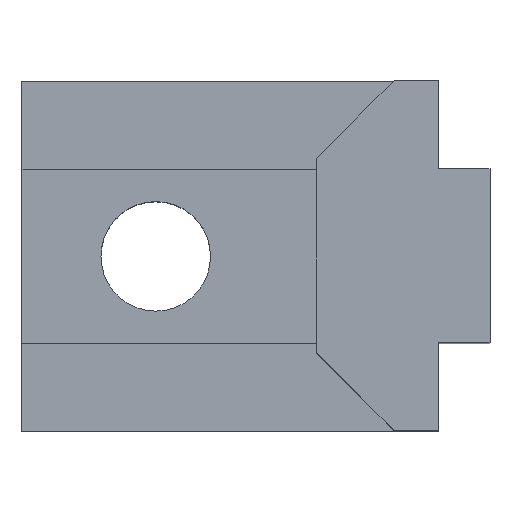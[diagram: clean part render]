
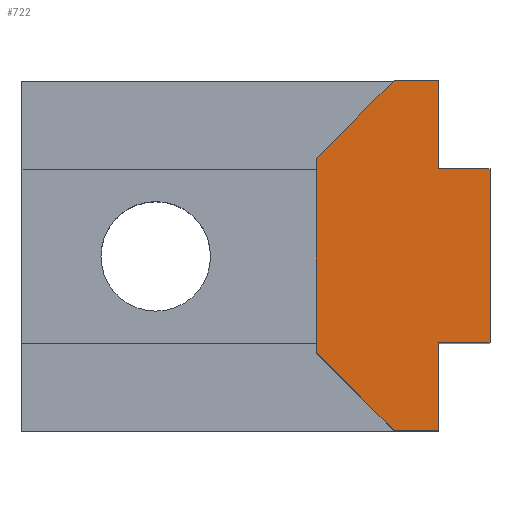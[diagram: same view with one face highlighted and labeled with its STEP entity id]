
A CAD part, top view. The second image highlights one B-rep face of the part: STEP entity #722.
In plain terms, the highlighted planar face has unit normal (0, 0, 1).
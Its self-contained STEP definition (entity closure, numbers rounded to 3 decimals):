
#383=CARTESIAN_POINT('',(-7.8,-4.35,30.0));
#384=VERTEX_POINT('',#383);
#385=CARTESIAN_POINT('',(-4.3,-7.85,30.0));
#386=VERTEX_POINT('',#385);
#387=CARTESIAN_POINT('',(-7.8,-4.35,30.0));
#388=DIRECTION('',(0.707,-0.707,0.0));
#389=VECTOR('',#388,4.95);
#390=LINE('',#387,#389);
#391=EDGE_CURVE('',#384,#386,#390,.T.);
#423=CARTESIAN_POINT('',(-2.3,-7.85,30.0));
#424=VERTEX_POINT('',#423);
#425=CARTESIAN_POINT('',(-4.3,-7.85,30.0));
#426=DIRECTION('',(1.0,0.0,0.0));
#427=VECTOR('',#426,2.);
#428=LINE('',#425,#427);
#429=EDGE_CURVE('',#386,#424,#428,.T.);
#454=CARTESIAN_POINT('',(-2.3,-3.9,30.0));
#455=VERTEX_POINT('',#454);
#456=CARTESIAN_POINT('',(-2.3,-7.85,30.0));
#457=DIRECTION('',(0.0,1.0,0.0));
#458=VECTOR('',#457,3.95);
#459=LINE('',#456,#458);
#460=EDGE_CURVE('',#424,#455,#459,.T.);
#510=CARTESIAN_POINT('',(-2.3,3.9,30.0));
#511=VERTEX_POINT('',#510);
#512=CARTESIAN_POINT('',(-2.3,7.85,30.0));
#513=VERTEX_POINT('',#512);
#514=CARTESIAN_POINT('',(-2.3,3.9,30.0));
#515=DIRECTION('',(0.0,1.0,0.0));
#516=VECTOR('',#515,3.95);
#517=LINE('',#514,#516);
#518=EDGE_CURVE('',#511,#513,#517,.T.);
#550=CARTESIAN_POINT('',(-4.3,7.85,30.0));
#551=VERTEX_POINT('',#550);
#552=CARTESIAN_POINT('',(-2.3,7.85,30.0));
#553=DIRECTION('',(-1.0,0.0,0.0));
#554=VECTOR('',#553,2.);
#555=LINE('',#552,#554);
#556=EDGE_CURVE('',#513,#551,#555,.T.);
#581=CARTESIAN_POINT('',(-7.8,4.35,30.0));
#582=VERTEX_POINT('',#581);
#583=CARTESIAN_POINT('',(-4.3,7.85,30.0));
#584=DIRECTION('',(-0.707,-0.707,0.0));
#585=VECTOR('',#584,4.95);
#586=LINE('',#583,#585);
#587=EDGE_CURVE('',#551,#582,#586,.T.);
#646=CARTESIAN_POINT('',(0.,-3.9,30.0));
#647=VERTEX_POINT('',#646);
#654=CARTESIAN_POINT('',(0.,-3.9,30.0));
#655=DIRECTION('',(-1.0,0.0,0.0));
#656=VECTOR('',#655,2.3);
#657=LINE('',#654,#656);
#658=EDGE_CURVE('',#647,#455,#657,.T.);
#688=CARTESIAN_POINT('',(-7.8,0.0,30.0));
#689=DIRECTION('',(0.0,0.0,1.0));
#690=DIRECTION('',(1.0,0.0,0.0));
#691=AXIS2_PLACEMENT_3D('',#688,#689,#690);
#692=PLANE('',#691);
#693=CARTESIAN_POINT('',(0.,3.9,30.0));
#694=VERTEX_POINT('',#693);
#695=CARTESIAN_POINT('',(0.,3.9,30.0));
#696=DIRECTION('',(0.0,-1.0,0.0));
#697=VECTOR('',#696,7.8);
#698=LINE('',#695,#697);
#699=EDGE_CURVE('',#694,#647,#698,.T.);
#700=ORIENTED_EDGE('',*,*,#699,.F.);
#701=CARTESIAN_POINT('',(-2.3,3.9,30.0));
#702=DIRECTION('',(1.0,0.0,0.0));
#703=VECTOR('',#702,2.3);
#704=LINE('',#701,#703);
#705=EDGE_CURVE('',#511,#694,#704,.T.);
#706=ORIENTED_EDGE('',*,*,#705,.F.);
#707=ORIENTED_EDGE('',*,*,#518,.T.);
#708=ORIENTED_EDGE('',*,*,#556,.T.);
#709=ORIENTED_EDGE('',*,*,#587,.T.);
#710=CARTESIAN_POINT('',(-7.8,4.35,30.0));
#711=DIRECTION('',(0.0,-1.0,0.0));
#712=VECTOR('',#711,8.7);
#713=LINE('',#710,#712);
#714=EDGE_CURVE('',#582,#384,#713,.T.);
#715=ORIENTED_EDGE('',*,*,#714,.T.);
#716=ORIENTED_EDGE('',*,*,#391,.T.);
#717=ORIENTED_EDGE('',*,*,#429,.T.);
#718=ORIENTED_EDGE('',*,*,#460,.T.);
#719=ORIENTED_EDGE('',*,*,#658,.F.);
#720=EDGE_LOOP('',(#700,#706,#707,#708,#709,#715,#716,#717,#718,#719));
#721=FACE_OUTER_BOUND('',#720,.T.);
#722=ADVANCED_FACE('',(#721),#692,.T.);
